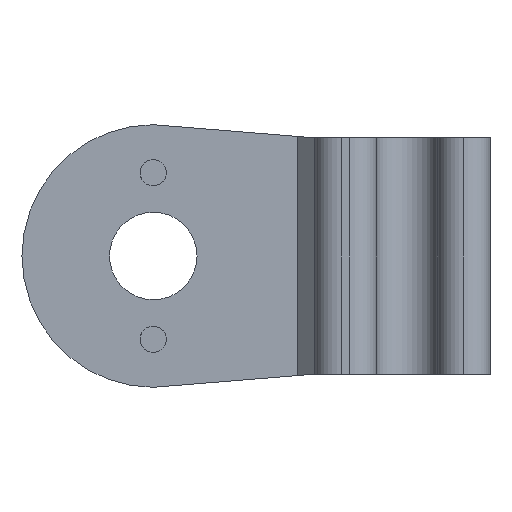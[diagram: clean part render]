
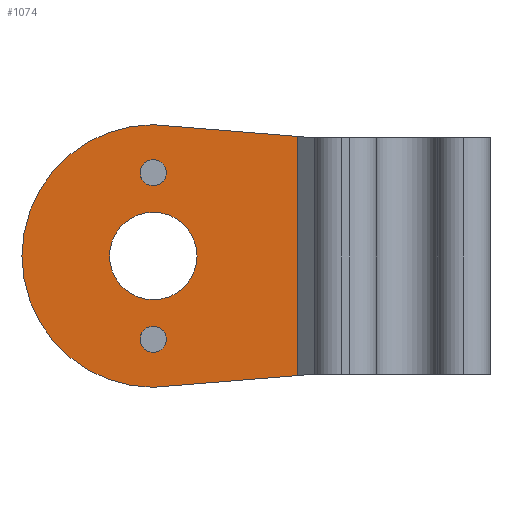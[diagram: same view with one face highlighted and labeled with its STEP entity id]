
A CAD part, front view. The second image highlights one B-rep face of the part: STEP entity #1074.
In plain terms, the highlighted planar face has unit normal (0, -1, 0).
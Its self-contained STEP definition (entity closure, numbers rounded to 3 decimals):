
#10 = AXIS2_PLACEMENT_3D ( 'NONE', #1559, #1569, #1880 ) ;
#20 = CARTESIAN_POINT ( 'NONE',  ( 0., -2., 11.025 ) ) ;
#39 = FACE_BOUND ( 'NONE', #709, .T. ) ;
#45 = CARTESIAN_POINT ( 'NONE',  ( 1.21, -2., -14.902 ) ) ;
#48 = EDGE_CURVE ( 'NONE', #1528, #861, #255, .T. ) ;
#65 = CIRCLE ( 'NONE', #1088, 1.5 ) ;
#71 = DIRECTION ( 'NONE',  ( 0., 0., -1. ) ) ;
#76 = AXIS2_PLACEMENT_3D ( 'NONE', #551, #559, #1881 ) ;
#96 = AXIS2_PLACEMENT_3D ( 'NONE', #1761, #874, #1921 ) ;
#166 = CIRCLE ( 'NONE', #96, 5. ) ;
#255 = CIRCLE ( 'NONE', #1203, 1.5 ) ;
#259 = EDGE_LOOP ( 'NONE', ( #1086, #976 ) ) ;
#279 = CARTESIAN_POINT ( 'NONE',  ( 0., -2., -8.025 ) ) ;
#285 = FACE_BOUND ( 'NONE', #376, .T. ) ;
#288 = ORIENTED_EDGE ( 'NONE', *, *, #1312, .T. ) ;
#294 = CARTESIAN_POINT ( 'NONE',  ( 0., -2., -5. ) ) ;
#296 = EDGE_CURVE ( 'NONE', #1060, #1029, #410, .T. ) ;
#310 = DIRECTION ( 'NONE',  ( 0., 0., -1. ) ) ;
#314 = EDGE_CURVE ( 'NONE', #845, #613, #166, .T. ) ;
#317 = EDGE_CURVE ( 'NONE', #1914, #1649, #492, .T. ) ;
#330 = ORIENTED_EDGE ( 'NONE', *, *, #1638, .F. ) ;
#332 = ORIENTED_EDGE ( 'NONE', *, *, #296, .F. ) ;
#355 = EDGE_CURVE ( 'NONE', #613, #845, #1745, .T. ) ;
#376 = EDGE_LOOP ( 'NONE', ( #1393, #1910 ) ) ;
#410 = CIRCLE ( 'NONE', #76, 15. ) ;
#455 = ORIENTED_EDGE ( 'NONE', *, *, #979, .F. ) ;
#492 = LINE ( 'NONE', #1468, #1843 ) ;
#498 = DIRECTION ( 'NONE',  ( 0., 0., 1. ) ) ;
#517 = DIRECTION ( 'NONE',  ( 0.997, 0., 0.081 ) ) ;
#551 = CARTESIAN_POINT ( 'NONE',  ( 0., -2., 0. ) ) ;
#559 = DIRECTION ( 'NONE',  ( 0., 1., 0. ) ) ;
#563 = CARTESIAN_POINT ( 'NONE',  ( 16.471, -2., -13.662 ) ) ;
#575 = LINE ( 'NONE', #743, #1601 ) ;
#588 = EDGE_CURVE ( 'NONE', #1649, #1029, #575, .T. ) ;
#598 = CARTESIAN_POINT ( 'NONE',  ( 0., -2., -15. ) ) ;
#606 = DIRECTION ( 'NONE',  ( 0., -1., 0. ) ) ;
#613 = VERTEX_POINT ( 'NONE', #294 ) ;
#642 = AXIS2_PLACEMENT_3D ( 'NONE', #1282, #1701, #71 ) ;
#664 = VECTOR ( 'NONE', #517, 1000. ) ;
#709 = EDGE_LOOP ( 'NONE', ( #455, #330 ) ) ;
#743 = CARTESIAN_POINT ( 'NONE',  ( 1.21, -2., 14.902 ) ) ;
#845 = VERTEX_POINT ( 'NONE', #1675 ) ;
#861 = VERTEX_POINT ( 'NONE', #911 ) ;
#874 = DIRECTION ( 'NONE',  ( 0., 1., 0. ) ) ;
#888 = CARTESIAN_POINT ( 'NONE',  ( 0., -2., 9.525 ) ) ;
#894 = DIRECTION ( 'NONE',  ( 0., 0., 1. ) ) ;
#911 = CARTESIAN_POINT ( 'NONE',  ( 0., -2., -11.025 ) ) ;
#921 = DIRECTION ( 'NONE',  ( 0., 0., -1. ) ) ;
#953 = EDGE_LOOP ( 'NONE', ( #288, #1936, #1619, #332 ) ) ;
#966 = CARTESIAN_POINT ( 'NONE',  ( 0., -2., 15. ) ) ;
#976 = ORIENTED_EDGE ( 'NONE', *, *, #48, .F. ) ;
#979 = EDGE_CURVE ( 'NONE', #1600, #1173, #1670, .T. ) ;
#999 = CARTESIAN_POINT ( 'NONE',  ( 0., -2., 8.025 ) ) ;
#1029 = VERTEX_POINT ( 'NONE', #966 ) ;
#1044 = LINE ( 'NONE', #45, #664 ) ;
#1060 = VERTEX_POINT ( 'NONE', #598 ) ;
#1074 = ADVANCED_FACE ( 'NONE', ( #39, #1280, #285, #1441 ), #1307, .F. ) ;
#1075 = CARTESIAN_POINT ( 'NONE',  ( 0., -2., 0. ) ) ;
#1086 = ORIENTED_EDGE ( 'NONE', *, *, #1406, .F. ) ;
#1088 = AXIS2_PLACEMENT_3D ( 'NONE', #888, #606, #310 ) ;
#1170 = CARTESIAN_POINT ( 'NONE',  ( 16.471, -2., 13.662 ) ) ;
#1173 = VERTEX_POINT ( 'NONE', #20 ) ;
#1188 = DIRECTION ( 'NONE',  ( 0., 0., 1. ) ) ;
#1203 = AXIS2_PLACEMENT_3D ( 'NONE', #1795, #1373, #921 ) ;
#1256 = CIRCLE ( 'NONE', #10, 1.5 ) ;
#1280 = FACE_BOUND ( 'NONE', #259, .T. ) ;
#1282 = CARTESIAN_POINT ( 'NONE',  ( 0., -2., 9.525 ) ) ;
#1307 = PLANE ( 'NONE',  #1906 ) ;
#1312 = EDGE_CURVE ( 'NONE', #1060, #1914, #1044, .T. ) ;
#1333 = CARTESIAN_POINT ( 'NONE',  ( 0., -2., 0. ) ) ;
#1373 = DIRECTION ( 'NONE',  ( 0., -1., 0. ) ) ;
#1380 = DIRECTION ( 'NONE',  ( 0., 1., 0. ) ) ;
#1393 = ORIENTED_EDGE ( 'NONE', *, *, #314, .T. ) ;
#1406 = EDGE_CURVE ( 'NONE', #861, #1528, #1256, .T. ) ;
#1441 = FACE_OUTER_BOUND ( 'NONE', #953, .T. ) ;
#1468 = CARTESIAN_POINT ( 'NONE',  ( 16.471, -2., 0. ) ) ;
#1528 = VERTEX_POINT ( 'NONE', #279 ) ;
#1559 = CARTESIAN_POINT ( 'NONE',  ( 0., -2., -9.525 ) ) ;
#1569 = DIRECTION ( 'NONE',  ( 0., -1., 0. ) ) ;
#1600 = VERTEX_POINT ( 'NONE', #999 ) ;
#1601 = VECTOR ( 'NONE', #1765, 1000. ) ;
#1619 = ORIENTED_EDGE ( 'NONE', *, *, #588, .T. ) ;
#1638 = EDGE_CURVE ( 'NONE', #1173, #1600, #65, .T. ) ;
#1649 = VERTEX_POINT ( 'NONE', #1170 ) ;
#1670 = CIRCLE ( 'NONE', #642, 1.5 ) ;
#1675 = CARTESIAN_POINT ( 'NONE',  ( 0., -2., 5. ) ) ;
#1701 = DIRECTION ( 'NONE',  ( 0., -1., 0. ) ) ;
#1734 = AXIS2_PLACEMENT_3D ( 'NONE', #1075, #1380, #498 ) ;
#1745 = CIRCLE ( 'NONE', #1734, 5. ) ;
#1761 = CARTESIAN_POINT ( 'NONE',  ( 0., -2., 0. ) ) ;
#1765 = DIRECTION ( 'NONE',  ( -0.997, 0., 0.081 ) ) ;
#1779 = DIRECTION ( 'NONE',  ( 0., 1., 0. ) ) ;
#1795 = CARTESIAN_POINT ( 'NONE',  ( 0., -2., -9.525 ) ) ;
#1843 = VECTOR ( 'NONE', #1188, 1000. ) ;
#1880 = DIRECTION ( 'NONE',  ( 0., 0., -1. ) ) ;
#1881 = DIRECTION ( 'NONE',  ( 0., 0., 1. ) ) ;
#1906 = AXIS2_PLACEMENT_3D ( 'NONE', #1333, #1779, #894 ) ;
#1910 = ORIENTED_EDGE ( 'NONE', *, *, #355, .T. ) ;
#1914 = VERTEX_POINT ( 'NONE', #563 ) ;
#1921 = DIRECTION ( 'NONE',  ( 0., 0., 1. ) ) ;
#1936 = ORIENTED_EDGE ( 'NONE', *, *, #317, .T. ) ;
